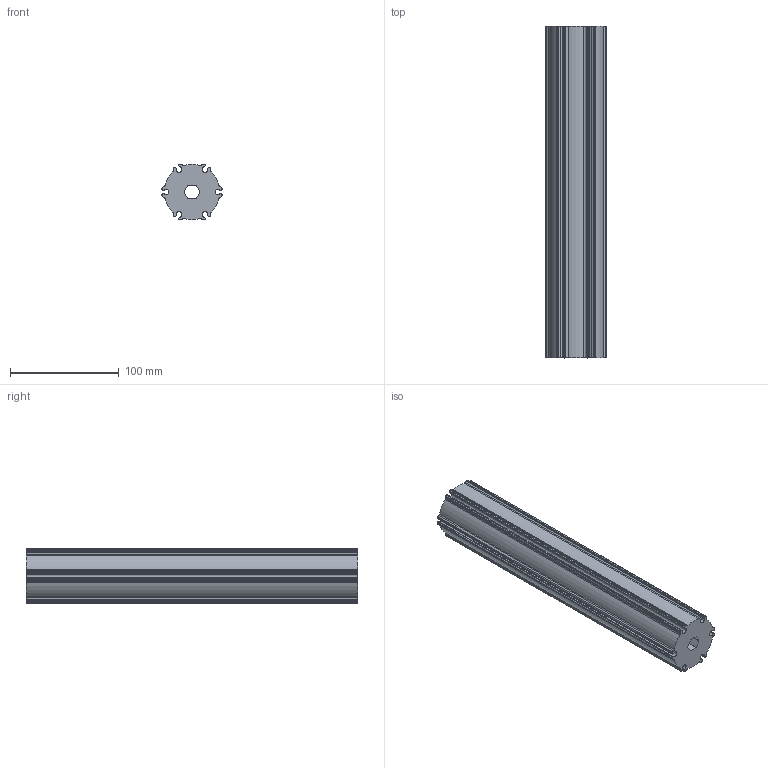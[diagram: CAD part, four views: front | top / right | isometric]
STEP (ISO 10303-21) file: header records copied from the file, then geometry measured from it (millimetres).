
FILE_DESCRIPTION (( 'STEP AP214' ), '1' );
FILE_NAME ('am-2568-1 500EX Hex Hub Extrusion 1ft.STEP', '2019-10-29T23:25:00', ( '' ), ( '' ), 'SwSTEP 2.0', 'SolidWorks 2019', '' );
FILE_SCHEMA (( 'AUTOMOTIVE_DESIGN' ));
Length unit declared in the file: inch
Products named in the file (1): am-2568-1 500EX Hex Hub Extrusion 1ft
Bounding box: 55.36 x 304.8 x 51.32 mm (x, y, z)
Volume: 571034.6 mm3; surface area: 93912.5 mm2
Topology: 1 solids, 1 shells, 110 faces, 324 edges, 216 vertices
Faces by surface type: cylinder 90, plane 20
Entity records: 3812 total; most frequent: DIRECTION 726, CARTESIAN_POINT 651, ORIENTED_EDGE 648, EDGE_CURVE 324, AXIS2_PLACEMENT_3D 291, VERTEX_POINT 216, CIRCLE 180, LINE 144
